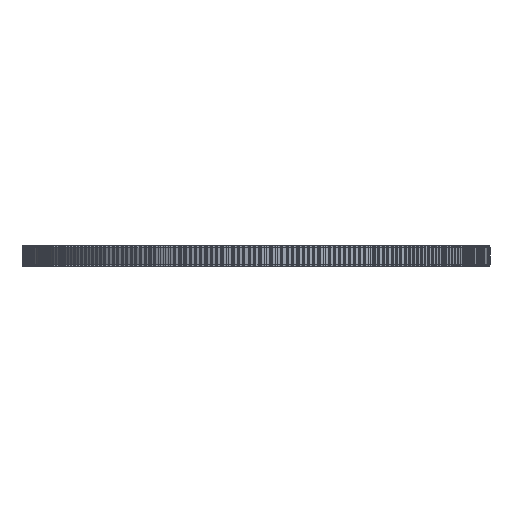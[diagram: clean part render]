
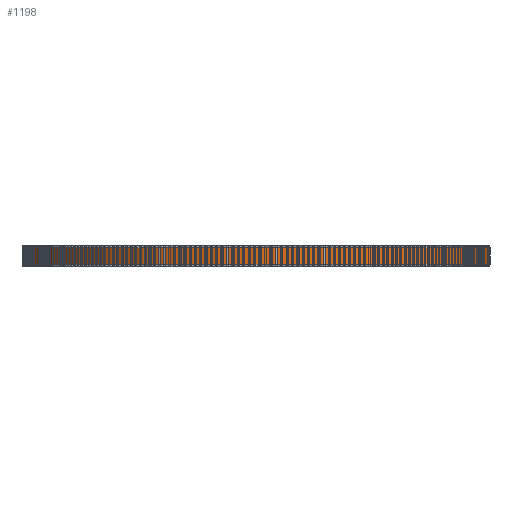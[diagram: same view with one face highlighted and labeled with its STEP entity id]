
A CAD part, left-side view. The second image highlights one B-rep face of the part: STEP entity #1198.
In plain terms, the highlighted cylindrical face has radius 85.625 mm (diameter 171.251 mm), a full revolution.
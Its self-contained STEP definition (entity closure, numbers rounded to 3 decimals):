
#97=FACE_BOUND('',#4432,.T.);
#98=FACE_BOUND('',#4433,.T.);
#1198=ADVANCED_FACE('',(#97,#98),#2275,.T.);
#2275=CYLINDRICAL_SURFACE('',#23815,85.625);
#4432=EDGE_LOOP('',(#13042));
#4433=EDGE_LOOP('',(#13043));
#13042=ORIENTED_EDGE('',*,*,#18426,.T.);
#13043=ORIENTED_EDGE('',*,*,#18427,.T.);
#15196=VERTEX_POINT('',#37820);
#15197=VERTEX_POINT('',#37822);
#18426=EDGE_CURVE('',#15196,#15196,#20580,.T.);
#18427=EDGE_CURVE('',#15197,#15197,#20581,.T.);
#20580=CIRCLE('',#23813,85.625);
#20581=CIRCLE('',#23814,85.625);
#23813=AXIS2_PLACEMENT_3D('',#37819,#31354,#31355);
#23814=AXIS2_PLACEMENT_3D('',#37821,#31356,#31357);
#23815=AXIS2_PLACEMENT_3D('',#37823,#31358,#31359);
#31354=DIRECTION('',(0.,0.,1.));
#31355=DIRECTION('',(1.,0.,0.));
#31356=DIRECTION('',(0.,0.,-1.));
#31357=DIRECTION('',(1.,0.,0.));
#31358=DIRECTION('',(0.,0.,1.));
#31359=DIRECTION('',(1.,0.,0.));
#37819=CARTESIAN_POINT('',(0.,0.,1.));
#37820=CARTESIAN_POINT('',(85.625,0.,1.));
#37821=CARTESIAN_POINT('',(0.,0.,7.));
#37822=CARTESIAN_POINT('',(85.625,0.,7.));
#37823=CARTESIAN_POINT('',(0.,0.,1.));
